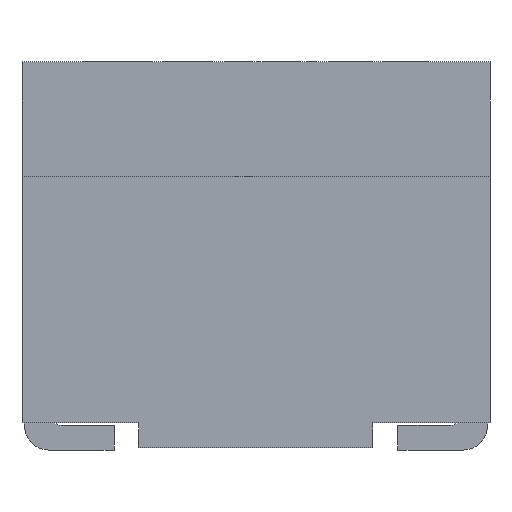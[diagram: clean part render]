
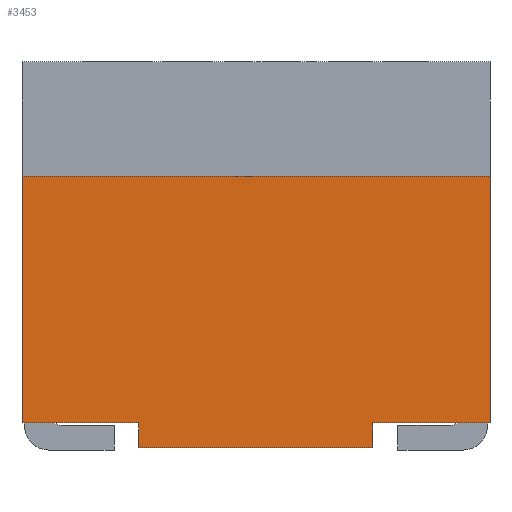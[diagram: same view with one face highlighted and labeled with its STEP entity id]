
A CAD part, front view. The second image highlights one B-rep face of the part: STEP entity #3453.
In plain terms, the highlighted planar face has unit normal (0, -1, 0).
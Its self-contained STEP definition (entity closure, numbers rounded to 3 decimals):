
#259=ORIENTED_EDGE('',*,*,#925,.T.);
#260=ORIENTED_EDGE('',*,*,#926,.F.);
#261=ORIENTED_EDGE('',*,*,#927,.F.);
#262=ORIENTED_EDGE('',*,*,#928,.F.);
#263=ORIENTED_EDGE('',*,*,#929,.F.);
#264=ORIENTED_EDGE('',*,*,#930,.F.);
#265=ORIENTED_EDGE('',*,*,#931,.F.);
#266=ORIENTED_EDGE('',*,*,#932,.F.);
#925=EDGE_CURVE('',#1259,#1260,#1506,.T.);
#926=EDGE_CURVE('',#1261,#1260,#1507,.T.);
#927=EDGE_CURVE('',#1262,#1261,#1508,.T.);
#928=EDGE_CURVE('',#1263,#1262,#1509,.T.);
#929=EDGE_CURVE('',#1264,#1263,#1510,.T.);
#930=EDGE_CURVE('',#1265,#1264,#1511,.T.);
#931=EDGE_CURVE('',#1266,#1265,#1512,.T.);
#932=EDGE_CURVE('',#1259,#1266,#1513,.T.);
#1259=VERTEX_POINT('',#4525);
#1260=VERTEX_POINT('',#4526);
#1261=VERTEX_POINT('',#4528);
#1262=VERTEX_POINT('',#4530);
#1263=VERTEX_POINT('',#4532);
#1264=VERTEX_POINT('',#4534);
#1265=VERTEX_POINT('',#4536);
#1266=VERTEX_POINT('',#4538);
#1506=LINE('',#4524,#1815);
#1507=LINE('',#4527,#1816);
#1508=LINE('',#4529,#1817);
#1509=LINE('',#4531,#1818);
#1510=LINE('',#4533,#1819);
#1511=LINE('',#4535,#1820);
#1512=LINE('',#4537,#1821);
#1513=LINE('',#4539,#1822);
#1815=VECTOR('',#3902,1000.);
#1816=VECTOR('',#3903,1000.);
#1817=VECTOR('',#3904,1000.);
#1818=VECTOR('',#3905,1000.);
#1819=VECTOR('',#3906,1000.);
#1820=VECTOR('',#3907,1000.);
#1821=VECTOR('',#3908,1000.);
#1822=VECTOR('',#3909,1000.);
#2068=EDGE_LOOP('',(#259,#260,#261,#262,#263,#264,#265,#266));
#2219=FACE_BOUND('',#2068,.T.);
#2366=PLANE('',#3618);
#3453=ADVANCED_FACE('',(#2219),#2366,.F.);
#3618=AXIS2_PLACEMENT_3D('',#4523,#3900,#3901);
#3900=DIRECTION('',(0.,1.,0.));
#3901=DIRECTION('',(0.,0.,1.));
#3902=DIRECTION('',(-1.,0.,0.));
#3903=DIRECTION('',(0.,0.,1.));
#3904=DIRECTION('',(-1.,0.,0.));
#3905=DIRECTION('',(0.,0.,1.));
#3906=DIRECTION('',(-1.,0.,0.));
#3907=DIRECTION('',(0.,0.,-1.));
#3908=DIRECTION('',(-1.,0.,0.));
#3909=DIRECTION('',(0.,0.,-1.));
#4523=CARTESIAN_POINT('',(0.,-3.1,0.));
#4524=CARTESIAN_POINT('',(4.7,-3.1,5.449));
#4525=CARTESIAN_POINT('',(4.7,-3.1,5.449));
#4526=CARTESIAN_POINT('',(-4.7,-3.1,5.449));
#4527=CARTESIAN_POINT('',(-4.7,-3.1,0.5));
#4528=CARTESIAN_POINT('',(-4.7,-3.1,0.5));
#4529=CARTESIAN_POINT('',(-2.35,-3.1,0.5));
#4530=CARTESIAN_POINT('',(-2.35,-3.1,0.5));
#4531=CARTESIAN_POINT('',(-2.35,-3.1,0.));
#4532=CARTESIAN_POINT('',(-2.35,-3.1,0.));
#4533=CARTESIAN_POINT('',(2.35,-3.1,0.));
#4534=CARTESIAN_POINT('',(2.35,-3.1,0.));
#4535=CARTESIAN_POINT('',(2.35,-3.1,0.));
#4536=CARTESIAN_POINT('',(2.35,-3.1,0.5));
#4537=CARTESIAN_POINT('',(2.35,-3.1,0.5));
#4538=CARTESIAN_POINT('',(4.7,-3.1,0.5));
#4539=CARTESIAN_POINT('',(4.7,-3.1,7.75));
